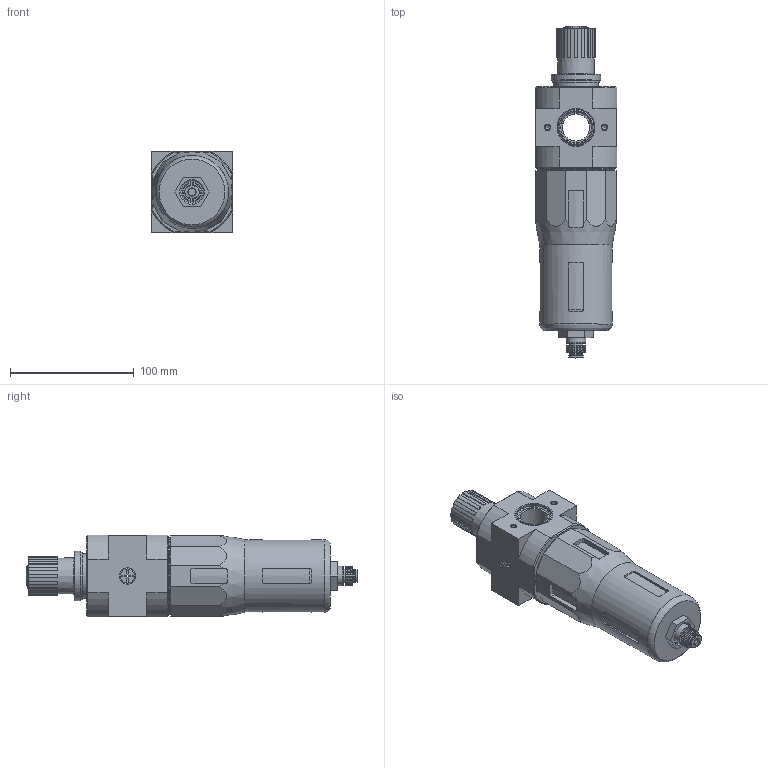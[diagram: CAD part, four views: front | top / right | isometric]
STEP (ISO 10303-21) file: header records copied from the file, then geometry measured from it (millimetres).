
FILE_DESCRIPTION(/* description */ ('STEP AP214'),/* implementation_level */ '2;1');
FILE_NAME(/* name */ '546469_LFR-D-5M-MAXI-A',/* time_stamp */ '2024-09-04T16:52:46+02:00',/* author */ ('License CC BY-ND 4.0'),/* organization */ ('CADENAS'),/* preprocessor_version */ 'ST-DEVELOPER v19.3',/* originating_system */ 'PARTsolutions',/* authorisation */ ' ');
FILE_SCHEMA (('AUTOMOTIVE_DESIGN {1 0 10303 214 3 1 1}'));
Length unit declared in the file: millimetre
Products named in the file (5): 546469 LFR-D-5M-MAXI-A---(0); 127318 LFR-D-5M-MAXI-A--(0); 398011 LRVS-D-MINI; 125696 LR/LFR-D-MAXI; 526489 MS4-LFR-V
Assembly tree (4 placements, depth 2):
  546469 LFR-D-5M-MAXI-A---(0)
    127318 LFR-D-5M-MAXI-A--(0)
    398011 LRVS-D-MINI
    125696 LR/LFR-D-MAXI
    526489 MS4-LFR-V
Bounding box: 66 x 268.22 x 66 mm (x, y, z)
Volume: 659417.8 mm3; surface area: 70921.2 mm2
Topology: 4 solids, 5 shells, 380 faces, 975 edges, 636 vertices
Faces by surface type: plane 198, cylinder 100, cone 44, torus 33, sphere 5
Full cylindrical faces by diameter (mm): 2 x1, 4.134 x4, 4.2 x1, 6 x1, 9.5 x1, 11 x1, 11.4 x1, 11.445 x2, 11.6 x1, 11.8 x1, 13.157 x1, 15.8 x1, 18 x1, 22 x1, 24.9 x1, 26.9 x1, 30 x2, 34.16 x1, 34.376 x1, 36 x1, 38.5 x1, 39.8 x1, 58.8 x1, 59 x1, 59.1 x1, 62 x1
Entity records: 13832 total; most frequent: CARTESIAN_POINT 2511, DIRECTION 1818, ORIENTED_EDGE 1736, EDGE_CURVE 868, AXIS2_PLACEMENT_3D 729, VERTEX_POINT 622, FACE_BOUND 516, EDGE_LOOP 512
